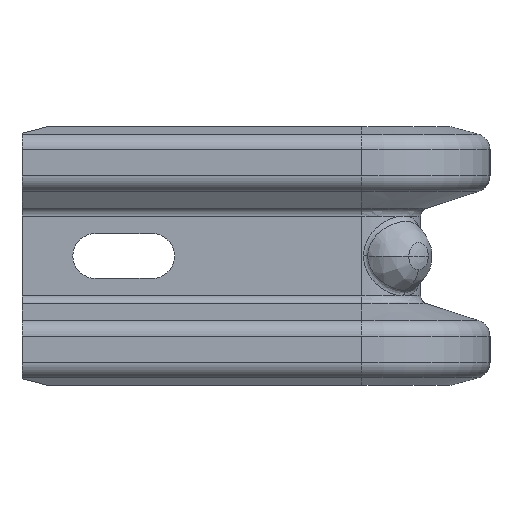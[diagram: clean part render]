
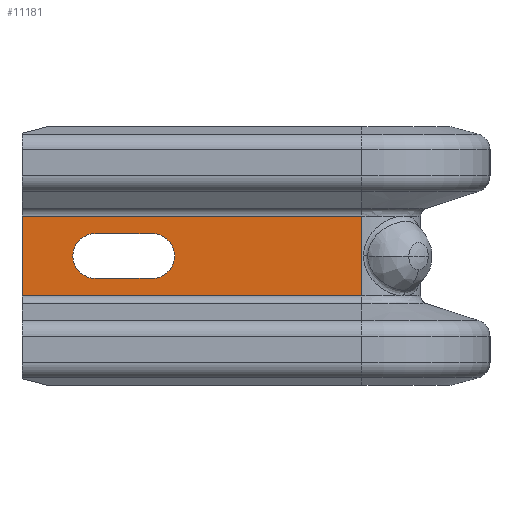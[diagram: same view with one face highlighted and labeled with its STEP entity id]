
A CAD part, left-side view. The second image highlights one B-rep face of the part: STEP entity #11181.
In plain terms, the highlighted planar face has unit normal (-1, 0, 0).
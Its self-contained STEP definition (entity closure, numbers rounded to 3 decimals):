
#1823=DIRECTION('',(0.,1.,0.));
#1824=VECTOR('',#1823,14.);
#1825=CARTESIAN_POINT('',(-357.,83.,5.5));
#1826=LINE('',#1825,#1824);
#1827=CARTESIAN_POINT('',(-357.,97.,0.));
#1828=DIRECTION('',(1.,0.,0.));
#1829=DIRECTION('',(0.,0.,-1.));
#1830=AXIS2_PLACEMENT_3D('',#1827,#1828,#1829);
#1832=DIRECTION('',(0.,-1.,0.));
#1833=VECTOR('',#1832,14.);
#1834=CARTESIAN_POINT('',(-357.,97.,-5.5));
#1835=LINE('',#1834,#1833);
#1836=CARTESIAN_POINT('',(-357.,83.,0.));
#1837=DIRECTION('',(1.,0.,0.));
#1838=DIRECTION('',(0.,0.,1.));
#1839=AXIS2_PLACEMENT_3D('',#1836,#1837,#1838);
#1841=DIRECTION('',(0.,0.,1.));
#1842=VECTOR('',#1841,19.6);
#1843=CARTESIAN_POINT('',(-357.,115.,-9.8));
#1844=LINE('',#1843,#1842);
#1845=DIRECTION('',(0.,0.,1.));
#1846=VECTOR('',#1845,19.6);
#1847=CARTESIAN_POINT('',(-357.,31.5,-9.8));
#1848=LINE('',#1847,#1846);
#1849=DIRECTION('',(0.,1.,0.));
#1850=VECTOR('',#1849,83.5);
#1851=CARTESIAN_POINT('',(-357.,31.5,-9.8));
#1852=LINE('',#1851,#1850);
#5805=DIRECTION('',(0.,1.,0.));
#5806=VECTOR('',#5805,83.5);
#5807=CARTESIAN_POINT('',(-357.,31.5,9.8));
#5808=LINE('',#5807,#5806);
#7322=CARTESIAN_POINT('',(-357.,31.5,-9.8));
#7323=VERTEX_POINT('',#7322);
#7324=CARTESIAN_POINT('',(-357.,31.5,9.8));
#7325=VERTEX_POINT('',#7324);
#7418=CARTESIAN_POINT('',(-357.,83.,5.5));
#7419=CARTESIAN_POINT('',(-357.,97.,5.5));
#7420=VERTEX_POINT('',#7418);
#7421=VERTEX_POINT('',#7419);
#7422=CARTESIAN_POINT('',(-357.,97.,-5.5));
#7423=VERTEX_POINT('',#7422);
#7424=CARTESIAN_POINT('',(-357.,83.,-5.5));
#7425=VERTEX_POINT('',#7424);
#8992=CARTESIAN_POINT('',(-357.,115.,-9.8));
#8993=VERTEX_POINT('',#8992);
#8994=CARTESIAN_POINT('',(-357.,115.,9.8));
#8995=VERTEX_POINT('',#8994);
#11158=CARTESIAN_POINT('',(-357.,31.5,-9.8));
#11159=DIRECTION('',(-1.,0.,0.));
#11160=DIRECTION('',(0.,0.,1.));
#11161=AXIS2_PLACEMENT_3D('',#11158,#11159,#11160);
#11162=PLANE('',#11161);
#11164=ORIENTED_EDGE('',*,*,#11163,.T.);
#11166=ORIENTED_EDGE('',*,*,#11165,.F.);
#11167=ORIENTED_EDGE('',*,*,#9908,.F.);
#11168=ORIENTED_EDGE('',*,*,#11150,.T.);
#11169=EDGE_LOOP('',(#11164,#11166,#11167,#11168));
#11170=FACE_OUTER_BOUND('',#11169,.F.);
#11172=ORIENTED_EDGE('',*,*,#11171,.T.);
#11174=ORIENTED_EDGE('',*,*,#11173,.F.);
#11176=ORIENTED_EDGE('',*,*,#11175,.T.);
#11178=ORIENTED_EDGE('',*,*,#11177,.F.);
#11179=EDGE_LOOP('',(#11172,#11174,#11176,#11178));
#11180=FACE_BOUND('',#11179,.F.);
#11181=ADVANCED_FACE('',(#11170,#11180),#11162,.T.);
#1831=CIRCLE('',#1830,5.5);
#1840=CIRCLE('',#1839,5.5);
#9908=EDGE_CURVE('',#7323,#7325,#1848,.T.);
#11150=EDGE_CURVE('',#7323,#8993,#1852,.T.);
#11163=EDGE_CURVE('',#8993,#8995,#1844,.T.);
#11165=EDGE_CURVE('',#7325,#8995,#5808,.T.);
#11171=EDGE_CURVE('',#7420,#7421,#1826,.T.);
#11173=EDGE_CURVE('',#7423,#7421,#1831,.T.);
#11175=EDGE_CURVE('',#7423,#7425,#1835,.T.);
#11177=EDGE_CURVE('',#7420,#7425,#1840,.T.);
